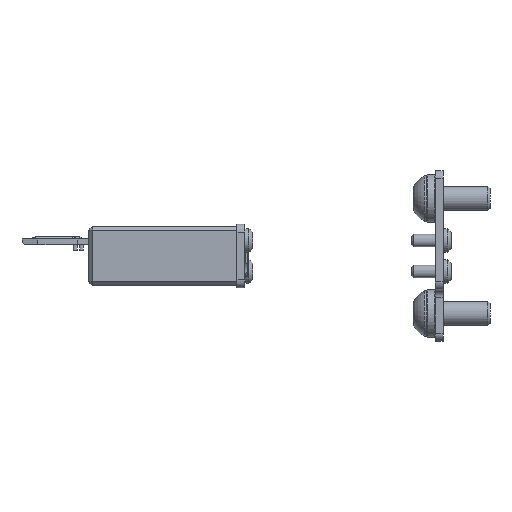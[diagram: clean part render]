
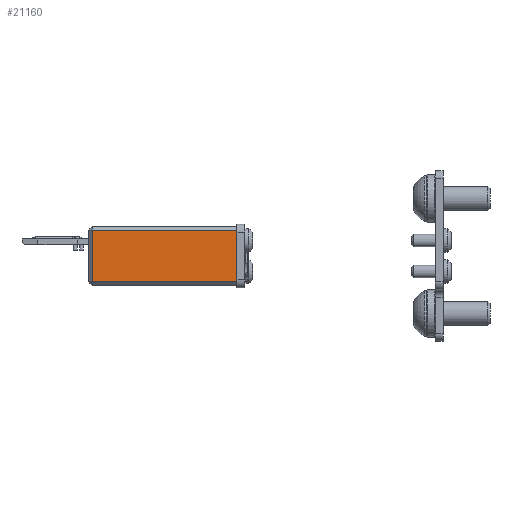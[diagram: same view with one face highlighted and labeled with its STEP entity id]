
A CAD part, left-side view. The second image highlights one B-rep face of the part: STEP entity #21160.
In plain terms, the highlighted planar face has unit normal (-1, 0, 0).
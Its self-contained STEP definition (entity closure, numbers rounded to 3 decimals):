
#1915 = DIRECTION ( 'NONE',  ( 0., -1., 0. ) ) ;
#1941 = CARTESIAN_POINT ( 'NONE',  ( -7.75, 0., -3.25 ) ) ;
#2257 = VERTEX_POINT ( 'NONE', #22104 ) ;
#2773 = EDGE_LOOP ( 'NONE', ( #5717, #12936, #25556, #18773 ) ) ;
#3876 = PLANE ( 'NONE',  #22517 ) ;
#4028 = DIRECTION ( 'NONE',  ( 1., 0., 0. ) ) ;
#4361 = CARTESIAN_POINT ( 'NONE',  ( -7.75, 18.7, 3.75 ) ) ;
#5044 = VERTEX_POINT ( 'NONE', #23018 ) ;
#5098 = EDGE_CURVE ( 'NONE', #15171, #5044, #31652, .T. ) ;
#5717 = ORIENTED_EDGE ( 'NONE', *, *, #27050, .T. ) ;
#6170 = CARTESIAN_POINT ( 'NONE',  ( -7.75, 0., 3.75 ) ) ;
#6646 = FACE_OUTER_BOUND ( 'NONE', #2773, .T. ) ;
#7000 = EDGE_CURVE ( 'NONE', #23444, #15171, #28717, .T. ) ;
#9081 = CARTESIAN_POINT ( 'NONE',  ( -7.75, 18.7, 3.25 ) ) ;
#11808 = VECTOR ( 'NONE', #19088, 1000. ) ;
#12936 = ORIENTED_EDGE ( 'NONE', *, *, #14571, .T. ) ;
#14416 = CARTESIAN_POINT ( 'NONE',  ( -7.75, 18.7, -3.25 ) ) ;
#14571 = EDGE_CURVE ( 'NONE', #2257, #23444, #19172, .T. ) ;
#15171 = VERTEX_POINT ( 'NONE', #23076 ) ;
#15603 = CARTESIAN_POINT ( 'NONE',  ( -7.75, 18.2, 3.75 ) ) ;
#18402 = DIRECTION ( 'NONE',  ( 0., 0., -1. ) ) ;
#18773 = ORIENTED_EDGE ( 'NONE', *, *, #5098, .T. ) ;
#19040 = VECTOR ( 'NONE', #1915, 1000. ) ;
#19088 = DIRECTION ( 'NONE',  ( 0., 1., 0. ) ) ;
#19172 = LINE ( 'NONE', #14416, #19040 ) ;
#21160 = ADVANCED_FACE ( 'NONE', ( #6646 ), #3876, .F. ) ;
#21398 = DIRECTION ( 'NONE',  ( 0., 0., 1. ) ) ;
#22104 = CARTESIAN_POINT ( 'NONE',  ( -7.75, 18.2, -3.25 ) ) ;
#22517 = AXIS2_PLACEMENT_3D ( 'NONE', #4361, #4028, #23883 ) ;
#23018 = CARTESIAN_POINT ( 'NONE',  ( -7.75, 18.2, 3.25 ) ) ;
#23076 = CARTESIAN_POINT ( 'NONE',  ( -7.75, 0., 3.25 ) ) ;
#23444 = VERTEX_POINT ( 'NONE', #1941 ) ;
#23883 = DIRECTION ( 'NONE',  ( 0., -1., 0. ) ) ;
#24037 = VECTOR ( 'NONE', #18402, 1000. ) ;
#25556 = ORIENTED_EDGE ( 'NONE', *, *, #7000, .T. ) ;
#27050 = EDGE_CURVE ( 'NONE', #5044, #2257, #28130, .T. ) ;
#28130 = LINE ( 'NONE', #15603, #24037 ) ;
#28717 = LINE ( 'NONE', #6170, #29332 ) ;
#29332 = VECTOR ( 'NONE', #21398, 1000. ) ;
#31652 = LINE ( 'NONE', #9081, #11808 ) ;
